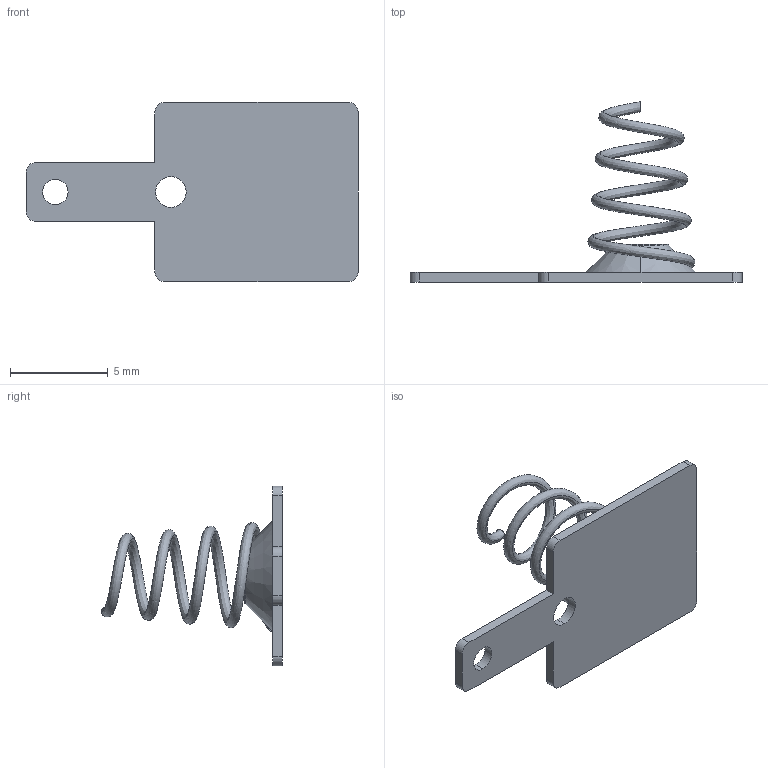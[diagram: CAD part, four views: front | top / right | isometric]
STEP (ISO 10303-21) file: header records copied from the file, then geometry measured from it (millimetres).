
FILE_DESCRIPTION (( 'STEP AP214' ), '1' );
FILE_NAME ('ACC-AAANEG-5204.STEP', '2020-06-01T17:15:05', ( '' ), ( '' ), 'SwSTEP 2.0', 'SolidWorks 2019', '' );
FILE_SCHEMA (( 'AUTOMOTIVE_DESIGN' ));
Length unit declared in the file: millimetre
Products named in the file (1): ACC-AAANEG-5204
Bounding box: 16.99 x 9.25 x 9.19 mm (x, y, z)
Volume: 88.4 mm3; surface area: 348.3 mm2
Topology: 1 solids, 1 shells, 29 faces, 75 edges, 49 vertices
Faces by surface type: plane 13, cylinder 12, cone 2, bspline 2
Entity records: 3038 total; most frequent: CARTESIAN_POINT 2273, DIRECTION 156, ORIENTED_EDGE 150, EDGE_CURVE 75, AXIS2_PLACEMENT_3D 58, VERTEX_POINT 49, VECTOR 40, LINE 40
